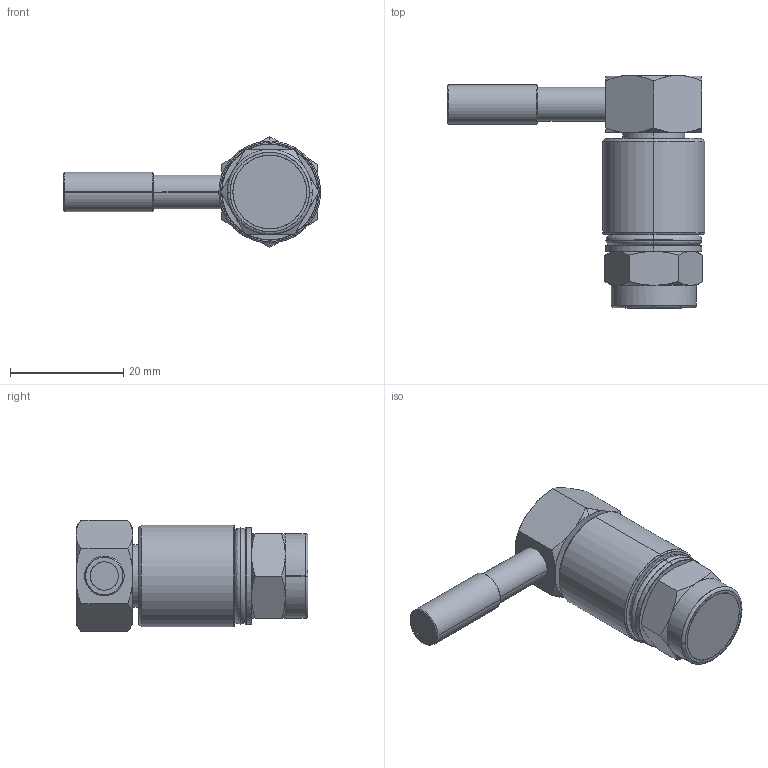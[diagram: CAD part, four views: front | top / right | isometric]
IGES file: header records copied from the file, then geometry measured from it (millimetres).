
Start section: SolidWorks IGES file using analytic representation for surfaces
Global section: file name: Compact 90 Fitting.IGS; native system: SolidWorks 2011; preprocessor: SolidWorks 2011; author: chris; date: 111104.131606; units: millimetre
Bounding box: 45.5 x 41 x 19.63 mm (x, y, z)
Surface area: 3782.5 mm2 (no closed solid volume)
Topology: 0 solids, 0 shells, 94 faces, 1218 edges, 1218 vertices
Faces by surface type: revolution 52, bspline 42
